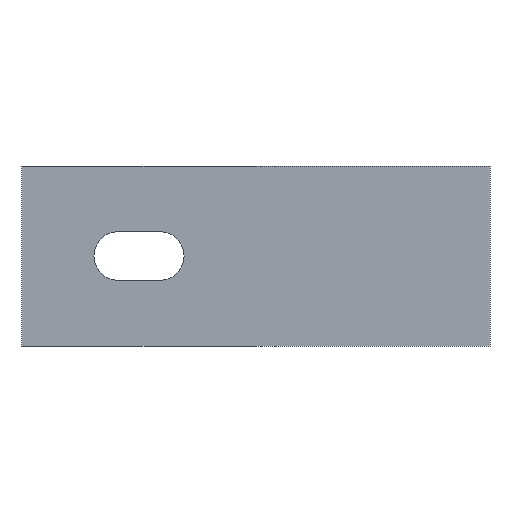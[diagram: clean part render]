
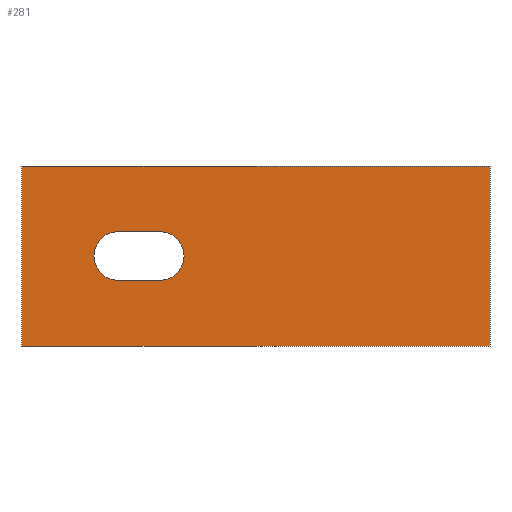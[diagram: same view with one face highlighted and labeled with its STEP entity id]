
A CAD part, left-side view. The second image highlights one B-rep face of the part: STEP entity #281.
In plain terms, the highlighted planar face has unit normal (-1, 0, 0).
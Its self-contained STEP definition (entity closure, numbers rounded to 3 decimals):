
#58=DIRECTION('',(0.,0.,-1.));
#59=VECTOR('',#58,50.);
#60=CARTESIAN_POINT('',(-10.,118.,33.));
#61=LINE('',#60,#59);
#62=DIRECTION('',(0.,1.,0.));
#63=VECTOR('',#62,130.);
#64=CARTESIAN_POINT('',(-10.,-12.,33.));
#65=LINE('',#64,#63);
#66=DIRECTION('',(0.,0.,1.));
#67=VECTOR('',#66,50.);
#68=CARTESIAN_POINT('',(-10.,-12.,-17.));
#69=LINE('',#68,#67);
#70=DIRECTION('',(0.,-1.,0.));
#71=VECTOR('',#70,130.);
#72=CARTESIAN_POINT('',(-10.,118.,-17.));
#73=LINE('',#72,#71);
#74=DIRECTION('',(0.,1.,0.));
#75=VECTOR('',#74,11.5);
#76=CARTESIAN_POINT('',(-10.,79.75,1.25));
#77=LINE('',#76,#75);
#78=CARTESIAN_POINT('',(-10.,79.75,8.));
#79=DIRECTION('',(1.,0.,0.));
#80=DIRECTION('',(0.,-1.,0.));
#81=AXIS2_PLACEMENT_3D('',#78,#79,#80);
#83=CARTESIAN_POINT('',(-10.,79.75,8.));
#84=DIRECTION('',(1.,0.,0.));
#85=DIRECTION('',(0.,0.,1.));
#86=AXIS2_PLACEMENT_3D('',#83,#84,#85);
#88=CARTESIAN_POINT('',(-10.,91.25,8.));
#89=DIRECTION('',(1.,0.,0.));
#90=DIRECTION('',(0.,1.,0.));
#91=AXIS2_PLACEMENT_3D('',#88,#89,#90);
#93=CARTESIAN_POINT('',(-10.,91.25,8.));
#94=DIRECTION('',(1.,0.,0.));
#95=DIRECTION('',(0.,0.,-1.));
#96=AXIS2_PLACEMENT_3D('',#93,#94,#95);
#114=DIRECTION('',(0.,1.,0.));
#115=VECTOR('',#114,11.5);
#116=CARTESIAN_POINT('',(-10.,79.75,14.75));
#117=LINE('',#116,#115);
#150=CARTESIAN_POINT('',(-10.,-12.,33.));
#151=CARTESIAN_POINT('',(-10.,118.,33.));
#152=VERTEX_POINT('',#150);
#153=VERTEX_POINT('',#151);
#154=CARTESIAN_POINT('',(-10.,-12.,-17.));
#155=VERTEX_POINT('',#154);
#156=CARTESIAN_POINT('',(-10.,118.,-17.));
#157=VERTEX_POINT('',#156);
#158=CARTESIAN_POINT('',(-10.,73.,8.));
#159=CARTESIAN_POINT('',(-10.,79.75,1.25));
#160=VERTEX_POINT('',#158);
#161=VERTEX_POINT('',#159);
#162=CARTESIAN_POINT('',(-10.,79.75,14.75));
#163=VERTEX_POINT('',#162);
#164=CARTESIAN_POINT('',(-10.,91.25,14.75));
#165=VERTEX_POINT('',#164);
#166=CARTESIAN_POINT('',(-10.,98.,8.));
#167=VERTEX_POINT('',#166);
#168=CARTESIAN_POINT('',(-10.,91.25,1.25));
#169=VERTEX_POINT('',#168);
#256=CARTESIAN_POINT('',(-10.,72.628,28.125));
#257=DIRECTION('',(-1.,0.,0.));
#258=DIRECTION('',(0.,-1.,0.));
#259=AXIS2_PLACEMENT_3D('',#256,#257,#258);
#260=PLANE('',#259);
#261=ORIENTED_EDGE('',*,*,#250,.F.);
#262=ORIENTED_EDGE('',*,*,#208,.F.);
#263=ORIENTED_EDGE('',*,*,#223,.F.);
#264=ORIENTED_EDGE('',*,*,#237,.F.);
#265=EDGE_LOOP('',(#261,#262,#263,#264));
#266=FACE_OUTER_BOUND('',#265,.F.);
#268=ORIENTED_EDGE('',*,*,#267,.F.);
#270=ORIENTED_EDGE('',*,*,#269,.F.);
#272=ORIENTED_EDGE('',*,*,#271,.F.);
#274=ORIENTED_EDGE('',*,*,#273,.T.);
#276=ORIENTED_EDGE('',*,*,#275,.F.);
#278=ORIENTED_EDGE('',*,*,#277,.F.);
#279=EDGE_LOOP('',(#268,#270,#272,#274,#276,#278));
#280=FACE_BOUND('',#279,.F.);
#281=ADVANCED_FACE('',(#266,#280),#260,.T.);
#82=CIRCLE('',#81,6.75);
#87=CIRCLE('',#86,6.75);
#92=CIRCLE('',#91,6.75);
#97=CIRCLE('',#96,6.75);
#208=EDGE_CURVE('',#152,#153,#65,.T.);
#223=EDGE_CURVE('',#155,#152,#69,.T.);
#237=EDGE_CURVE('',#157,#155,#73,.T.);
#250=EDGE_CURVE('',#153,#157,#61,.T.);
#267=EDGE_CURVE('',#161,#169,#77,.T.);
#269=EDGE_CURVE('',#160,#161,#82,.T.);
#271=EDGE_CURVE('',#163,#160,#87,.T.);
#273=EDGE_CURVE('',#163,#165,#117,.T.);
#275=EDGE_CURVE('',#167,#165,#92,.T.);
#277=EDGE_CURVE('',#169,#167,#97,.T.);
